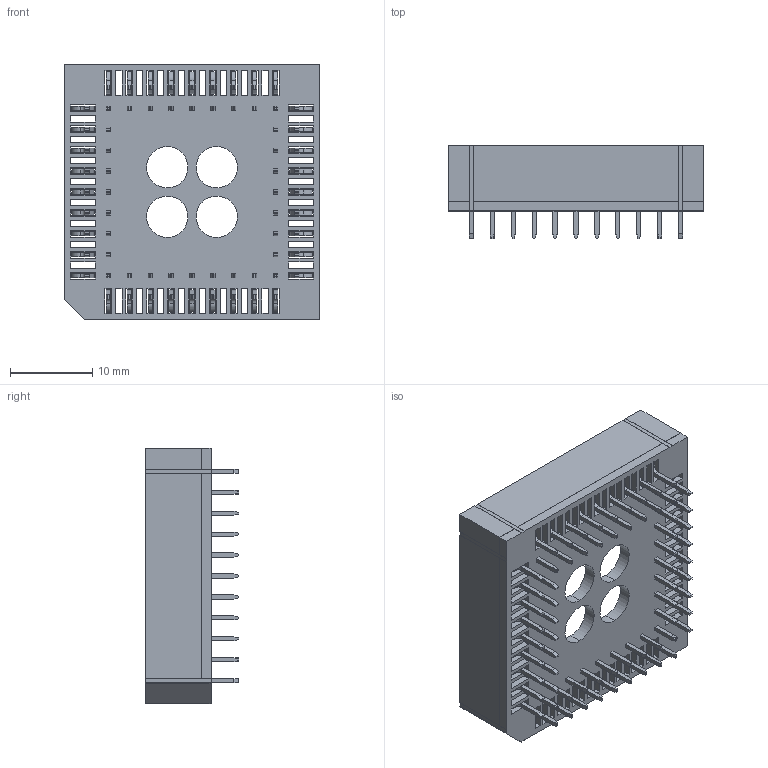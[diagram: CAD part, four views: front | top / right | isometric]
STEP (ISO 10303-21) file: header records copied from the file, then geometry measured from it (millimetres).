
FILE_DESCRIPTION(('STEP AP242'),'1');
FILE_NAME('a-ccs_068-z-t.stp','2023-02-01T02:47:17',('TraceParts'),('TraceParts S.A.'),'Spatial InterOp 3D',' ',' ');
FILE_SCHEMA(('AP242_MANAGED_MODEL_BASED_3D_ENGINEERING_MIM_LF {1 0 10303 442 1 1 4}'));
Length unit declared in the file: millimetre
Products named in the file (1): a-ccs_068-z-t_1
Bounding box: 31.05 x 11.35 x 31.05 mm (x, y, z)
Volume: 2684.2 mm3; surface area: 7713.4 mm2
Topology: 73 solids, 73 shells, 1442 faces, 4069 edges, 2710 vertices
Faces by surface type: plane 1066, cylinder 376
Entity records: 46952 total; most frequent: CARTESIAN_POINT 8294, ORIENTED_EDGE 8138, DIRECTION 7851, EDGE_CURVE 4069, LINE 3317, VECTOR 3317, VERTEX_POINT 2710, AXIS2_PLACEMENT_3D 2267
